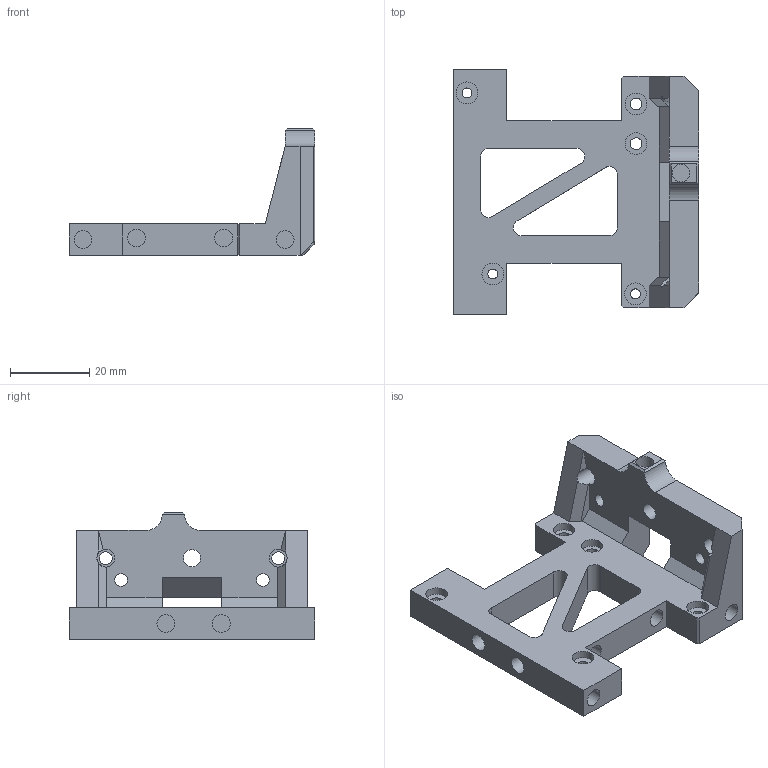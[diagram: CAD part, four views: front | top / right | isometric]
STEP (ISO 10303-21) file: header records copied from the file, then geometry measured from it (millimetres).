
FILE_DESCRIPTION(/* description */ ('STEP AP242','CAx-IF Rec.Pracs.---Representation and Presentation of Product Manufacturing Information (PMI)---4.0---2014-10-13','CAx-IF Rec.Pracs.---3D Tessellated Geometry---0.4---2014-09-14','2;1'),/* implementation_level */ '2;1');
FILE_NAME(/* name */ '67a4fa778fb6d84e9baaa2ba',/* time_stamp */ '2025-02-06T18:07:52Z',/* author */ (''),/* organization */ (''),/* preprocessor_version */ 'ST-DEVELOPER v20',/* originating_system */ 'ONSHAPE BY PTC INC, 1.193',/* authorisation */ ' ');
FILE_SCHEMA (('AP242_MANAGED_MODEL_BASED_3D_ENGINEERING_MIM_LF { 1 0 10303 442 1 1 4 }'));
Length unit declared in the file: metre
Products named in the file (1): Carriage Plate
Bounding box: 62 x 62 x 32 mm (x, y, z)
Volume: 25391.6 mm3; surface area: 12731.2 mm2
Topology: 1 solids, 1 shells, 114 faces, 282 edges, 184 vertices
Faces by surface type: plane 68, cylinder 44, sphere 2
Full cylindrical faces by diameter (mm): 2.5 x3, 3 x2, 3.2 x4, 4 x1, 4.3 x1, 4.5 x12, 5.5 x7
Entity records: 3226 total; most frequent: DIRECTION 566, CARTESIAN_POINT 533, ORIENTED_EDGE 484, EDGE_CURVE 242, AXIS2_PLACEMENT_3D 209, EDGE_LOOP 186, FACE_BOUND 186, VERTEX_POINT 176
